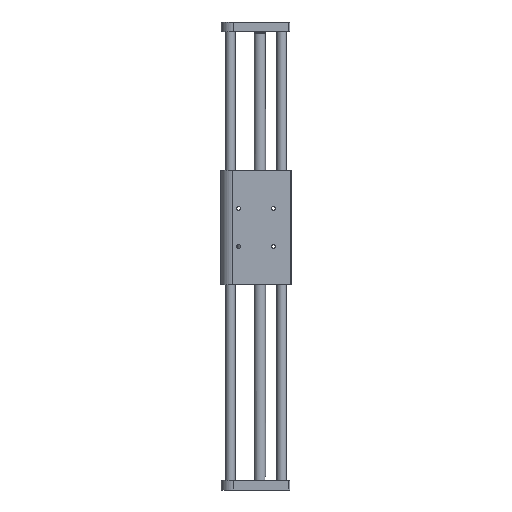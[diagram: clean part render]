
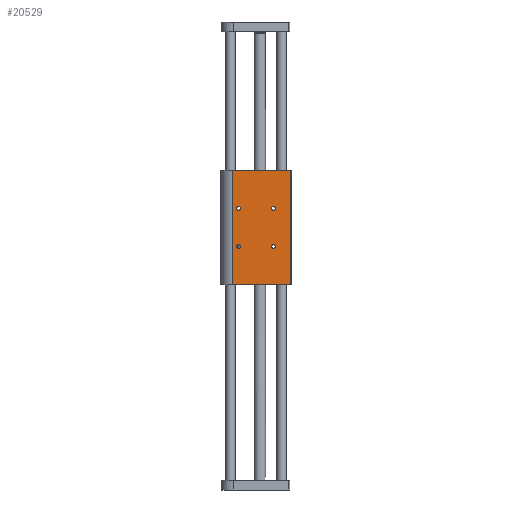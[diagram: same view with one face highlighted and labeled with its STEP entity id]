
A CAD part, left-side view. The second image highlights one B-rep face of the part: STEP entity #20529.
In plain terms, the highlighted planar face has unit normal (-1, 0, 0).
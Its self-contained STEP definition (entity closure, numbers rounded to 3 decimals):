
#1446 = EDGE_CURVE ( 'NONE', #40791, #40791, #40434, .T. ) ;
#1598 = VECTOR ( 'NONE', #83409, 1000. ) ;
#1752 = ORIENTED_EDGE ( 'NONE', *, *, #16682, .T. ) ;
#1780 = DIRECTION ( 'NONE',  ( 0., 0., -1. ) ) ;
#3323 = FACE_OUTER_BOUND ( 'NONE', #80074, .T. ) ;
#3752 = DIRECTION ( 'NONE',  ( 1., 0., 0. ) ) ;
#6352 = VERTEX_POINT ( 'NONE', #84238 ) ;
#6833 = CARTESIAN_POINT ( 'NONE',  ( -12.5, -14.25, 38. ) ) ;
#9742 = FACE_BOUND ( 'NONE', #37328, .T. ) ;
#9952 = DIRECTION ( 'NONE',  ( 0., 0., -1. ) ) ;
#12154 = VERTEX_POINT ( 'NONE', #76807 ) ;
#12450 = VERTEX_POINT ( 'NONE', #6833 ) ;
#12540 = CARTESIAN_POINT ( 'NONE',  ( -12.5, 22.25, 37.85 ) ) ;
#13358 = VERTEX_POINT ( 'NONE', #12540 ) ;
#14129 = EDGE_LOOP ( 'NONE', ( #34186 ) ) ;
#16682 = EDGE_CURVE ( 'NONE', #6352, #6352, #36018, .T. ) ;
#18209 = CARTESIAN_POINT ( 'NONE',  ( -12.5, -32.5, 120. ) ) ;
#20529 = ADVANCED_FACE ( 'NONE', ( #9742, #82043, #56798, #68364, #3323 ), #77668, .F. ) ;
#21025 = ORIENTED_EDGE ( 'NONE', *, *, #1446, .T. ) ;
#21119 = EDGE_LOOP ( 'NONE', ( #82383 ) ) ;
#21436 = CARTESIAN_POINT ( 'NONE',  ( -12.5, 22.25, 40. ) ) ;
#25449 = CARTESIAN_POINT ( 'NONE',  ( -12.5, 28.5, 0. ) ) ;
#25705 = VERTEX_POINT ( 'NONE', #18209 ) ;
#26373 = DIRECTION ( 'NONE',  ( 0., 0., -1. ) ) ;
#27909 = EDGE_CURVE ( 'NONE', #68491, #68790, #61644, .T. ) ;
#29980 = DIRECTION ( 'NONE',  ( 0., 1., 0. ) ) ;
#33072 = CARTESIAN_POINT ( 'NONE',  ( -12.5, 28.5, 0. ) ) ;
#33192 = LINE ( 'NONE', #77724, #55522 ) ;
#34186 = ORIENTED_EDGE ( 'NONE', *, *, #42448, .T. ) ;
#36018 = CIRCLE ( 'NONE', #59394, 2. ) ;
#37328 = EDGE_LOOP ( 'NONE', ( #1752 ) ) ;
#38138 = CARTESIAN_POINT ( 'NONE',  ( -12.5, 22.25, 80. ) ) ;
#40434 = CIRCLE ( 'NONE', #47216, 2.15 ) ;
#40570 = AXIS2_PLACEMENT_3D ( 'NONE', #25449, #3752, #61940 ) ;
#40791 = VERTEX_POINT ( 'NONE', #65567 ) ;
#41956 = AXIS2_PLACEMENT_3D ( 'NONE', #21436, #73614, #42369 ) ;
#42369 = DIRECTION ( 'NONE',  ( 0., 0., -1. ) ) ;
#42448 = EDGE_CURVE ( 'NONE', #13358, #13358, #78828, .T. ) ;
#43188 = ORIENTED_EDGE ( 'NONE', *, *, #62831, .T. ) ;
#43809 = DIRECTION ( 'NONE',  ( 0., 0., -1. ) ) ;
#45332 = VECTOR ( 'NONE', #29980, 1000. ) ;
#47216 = AXIS2_PLACEMENT_3D ( 'NONE', #79010, #52483, #26373 ) ;
#48837 = CARTESIAN_POINT ( 'NONE',  ( -12.5, -14.25, 40. ) ) ;
#50558 = EDGE_CURVE ( 'NONE', #25705, #12154, #33192, .T. ) ;
#50647 = LINE ( 'NONE', #83158, #60532 ) ;
#52483 = DIRECTION ( 'NONE',  ( 1., 0., 0. ) ) ;
#54587 = ORIENTED_EDGE ( 'NONE', *, *, #50558, .T. ) ;
#54959 = AXIS2_PLACEMENT_3D ( 'NONE', #48837, #55242, #1780 ) ;
#55242 = DIRECTION ( 'NONE',  ( 1., 0., 0. ) ) ;
#55522 = VECTOR ( 'NONE', #58441, 1000. ) ;
#56798 = FACE_BOUND ( 'NONE', #14129, .T. ) ;
#58441 = DIRECTION ( 'NONE',  ( 0., 1., 0. ) ) ;
#58608 = EDGE_CURVE ( 'NONE', #68491, #25705, #82980, .T. ) ;
#59394 = AXIS2_PLACEMENT_3D ( 'NONE', #38138, #70609, #9952 ) ;
#60487 = EDGE_CURVE ( 'NONE', #12450, #12450, #82272, .T. ) ;
#60532 = VECTOR ( 'NONE', #43809, 1000. ) ;
#61644 = LINE ( 'NONE', #80499, #45332 ) ;
#61940 = DIRECTION ( 'NONE',  ( 0., 1., 0. ) ) ;
#62831 = EDGE_CURVE ( 'NONE', #12154, #68790, #50647, .T. ) ;
#65567 = CARTESIAN_POINT ( 'NONE',  ( -12.5, -14.25, 77.85 ) ) ;
#67091 = ORIENTED_EDGE ( 'NONE', *, *, #27909, .F. ) ;
#68364 = FACE_BOUND ( 'NONE', #69508, .T. ) ;
#68491 = VERTEX_POINT ( 'NONE', #82446 ) ;
#68790 = VERTEX_POINT ( 'NONE', #33072 ) ;
#69349 = ORIENTED_EDGE ( 'NONE', *, *, #58608, .T. ) ;
#69508 = EDGE_LOOP ( 'NONE', ( #21025 ) ) ;
#70609 = DIRECTION ( 'NONE',  ( 1., 0., 0. ) ) ;
#73614 = DIRECTION ( 'NONE',  ( 1., 0., 0. ) ) ;
#76807 = CARTESIAN_POINT ( 'NONE',  ( -12.5, 28.5, 120. ) ) ;
#77427 = CARTESIAN_POINT ( 'NONE',  ( -12.5, -32.5, 0. ) ) ;
#77668 = PLANE ( 'NONE',  #40570 ) ;
#77724 = CARTESIAN_POINT ( 'NONE',  ( -12.5, 28.5, 120. ) ) ;
#78828 = CIRCLE ( 'NONE', #41956, 2.15 ) ;
#79010 = CARTESIAN_POINT ( 'NONE',  ( -12.5, -14.25, 80. ) ) ;
#80074 = EDGE_LOOP ( 'NONE', ( #67091, #69349, #54587, #43188 ) ) ;
#80499 = CARTESIAN_POINT ( 'NONE',  ( -12.5, 28.5, 0. ) ) ;
#82043 = FACE_BOUND ( 'NONE', #21119, .T. ) ;
#82272 = CIRCLE ( 'NONE', #54959, 2. ) ;
#82383 = ORIENTED_EDGE ( 'NONE', *, *, #60487, .T. ) ;
#82446 = CARTESIAN_POINT ( 'NONE',  ( -12.5, -32.5, 0. ) ) ;
#82980 = LINE ( 'NONE', #77427, #1598 ) ;
#83158 = CARTESIAN_POINT ( 'NONE',  ( -12.5, 28.5, 120. ) ) ;
#83409 = DIRECTION ( 'NONE',  ( 0., 0., 1. ) ) ;
#84238 = CARTESIAN_POINT ( 'NONE',  ( -12.5, 22.25, 78. ) ) ;
